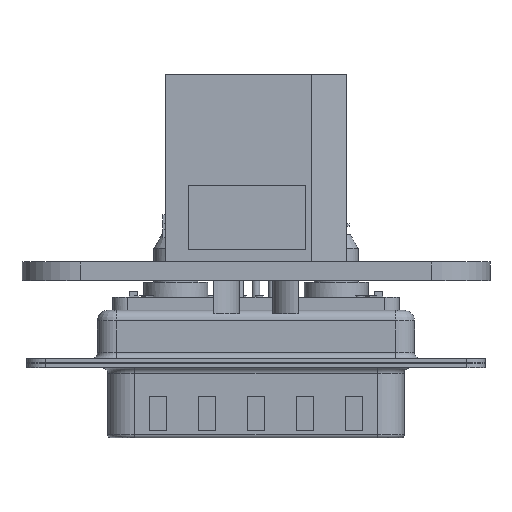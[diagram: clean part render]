
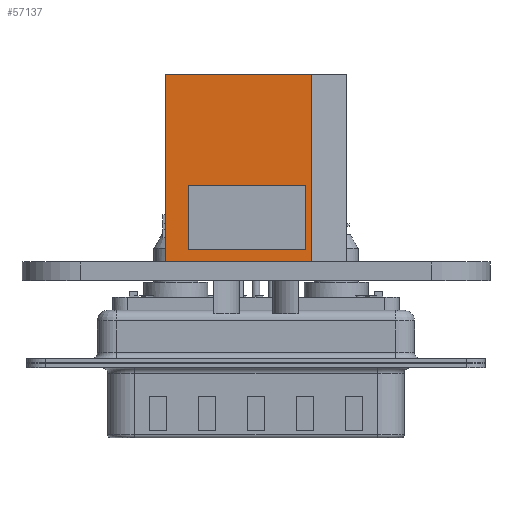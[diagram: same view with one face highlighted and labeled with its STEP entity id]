
A CAD part, left-side view. The second image highlights one B-rep face of the part: STEP entity #57137.
In plain terms, the highlighted face is planar.
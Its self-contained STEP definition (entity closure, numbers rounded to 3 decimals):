
#53868 = VERTEX_POINT('',#53869);
#53869 = CARTESIAN_POINT('',(9.35,4.05,1.));
#53878 = PLANE('',#53879);
#53879 = AXIS2_PLACEMENT_3D('',#53880,#53881,#53882);
#53880 = CARTESIAN_POINT('',(-0.65,4.05,1.));
#53881 = DIRECTION('',(0.,0.,-1.));
#53882 = DIRECTION('',(1.,0.,0.));
#53890 = PLANE('',#53891);
#53891 = AXIS2_PLACEMENT_3D('',#53892,#53893,#53894);
#53892 = CARTESIAN_POINT('',(9.35,4.05,1.));
#53893 = DIRECTION('',(1.,0.,0.));
#53894 = DIRECTION('',(0.,0.,1.));
#53931 = VERTEX_POINT('',#53932);
#53932 = CARTESIAN_POINT('',(-0.65,4.05,1.));
#53946 = PLANE('',#53947);
#53947 = AXIS2_PLACEMENT_3D('',#53948,#53949,#53950);
#53948 = CARTESIAN_POINT('',(-0.65,4.05,6.5));
#53949 = DIRECTION('',(-1.,0.,0.));
#53950 = DIRECTION('',(0.,0.,-1.));
#53958 = EDGE_CURVE('',#53931,#53868,#53959,.T.);
#53959 = SURFACE_CURVE('',#53960,(#53964,#53971),.PCURVE_S1.);
#53960 = LINE('',#53961,#53962);
#53961 = CARTESIAN_POINT('',(5.35,4.05,1.));
#53962 = VECTOR('',#53963,1.);
#53963 = DIRECTION('',(1.,0.,0.));
#53964 = PCURVE('',#53878,#53965);
#53965 = DEFINITIONAL_REPRESENTATION('',(#53966),#53970);
#53966 = LINE('',#53967,#53968);
#53967 = CARTESIAN_POINT('',(6.,0.));
#53968 = VECTOR('',#53969,1.);
#53969 = DIRECTION('',(1.,0.));
#53970 = ( GEOMETRIC_REPRESENTATION_CONTEXT(2) 
PARAMETRIC_REPRESENTATION_CONTEXT() REPRESENTATION_CONTEXT('2D SPACE',''
  ) );
#53971 = PCURVE('',#53972,#53977);
#53972 = PLANE('',#53973);
#53973 = AXIS2_PLACEMENT_3D('',#53974,#53975,#53976);
#53974 = CARTESIAN_POINT('',(11.35,4.05,0.));
#53975 = DIRECTION('',(0.,1.,0.));
#53976 = DIRECTION('',(-1.,0.,0.));
#53977 = DEFINITIONAL_REPRESENTATION('',(#53978),#53982);
#53978 = LINE('',#53979,#53980);
#53979 = CARTESIAN_POINT('',(6.,1.));
#53980 = VECTOR('',#53981,1.);
#53981 = DIRECTION('',(-1.,0.));
#53982 = ( GEOMETRIC_REPRESENTATION_CONTEXT(2) 
PARAMETRIC_REPRESENTATION_CONTEXT() REPRESENTATION_CONTEXT('2D SPACE',''
  ) );
#54012 = VERTEX_POINT('',#54013);
#54013 = CARTESIAN_POINT('',(-0.65,4.05,6.5));
#54027 = PLANE('',#54028);
#54028 = AXIS2_PLACEMENT_3D('',#54029,#54030,#54031);
#54029 = CARTESIAN_POINT('',(9.35,4.05,6.5));
#54030 = DIRECTION('',(0.,0.,1.));
#54031 = DIRECTION('',(-1.,0.,0.));
#54039 = EDGE_CURVE('',#54012,#53931,#54040,.T.);
#54040 = SURFACE_CURVE('',#54041,(#54045,#54052),.PCURVE_S1.);
#54041 = LINE('',#54042,#54043);
#54042 = CARTESIAN_POINT('',(-0.65,4.05,3.25));
#54043 = VECTOR('',#54044,1.);
#54044 = DIRECTION('',(0.,0.,-1.));
#54045 = PCURVE('',#53946,#54046);
#54046 = DEFINITIONAL_REPRESENTATION('',(#54047),#54051);
#54047 = LINE('',#54048,#54049);
#54048 = CARTESIAN_POINT('',(3.25,0.));
#54049 = VECTOR('',#54050,1.);
#54050 = DIRECTION('',(1.,0.));
#54051 = ( GEOMETRIC_REPRESENTATION_CONTEXT(2) 
PARAMETRIC_REPRESENTATION_CONTEXT() REPRESENTATION_CONTEXT('2D SPACE',''
  ) );
#54052 = PCURVE('',#53972,#54053);
#54053 = DEFINITIONAL_REPRESENTATION('',(#54054),#54058);
#54054 = LINE('',#54055,#54056);
#54055 = CARTESIAN_POINT('',(12.,3.25));
#54056 = VECTOR('',#54057,1.);
#54057 = DIRECTION('',(0.,-1.));
#54058 = ( GEOMETRIC_REPRESENTATION_CONTEXT(2) 
PARAMETRIC_REPRESENTATION_CONTEXT() REPRESENTATION_CONTEXT('2D SPACE',''
  ) );
#54088 = VERTEX_POINT('',#54089);
#54089 = CARTESIAN_POINT('',(9.35,4.05,6.5));
#54110 = EDGE_CURVE('',#54088,#54012,#54111,.T.);
#54111 = SURFACE_CURVE('',#54112,(#54116,#54123),.PCURVE_S1.);
#54112 = LINE('',#54113,#54114);
#54113 = CARTESIAN_POINT('',(10.35,4.05,6.5));
#54114 = VECTOR('',#54115,1.);
#54115 = DIRECTION('',(-1.,0.,0.));
#54116 = PCURVE('',#54027,#54117);
#54117 = DEFINITIONAL_REPRESENTATION('',(#54118),#54122);
#54118 = LINE('',#54119,#54120);
#54119 = CARTESIAN_POINT('',(-1.,0.));
#54120 = VECTOR('',#54121,1.);
#54121 = DIRECTION('',(1.,0.));
#54122 = ( GEOMETRIC_REPRESENTATION_CONTEXT(2) 
PARAMETRIC_REPRESENTATION_CONTEXT() REPRESENTATION_CONTEXT('2D SPACE',''
  ) );
#54123 = PCURVE('',#53972,#54124);
#54124 = DEFINITIONAL_REPRESENTATION('',(#54125),#54129);
#54125 = LINE('',#54126,#54127);
#54126 = CARTESIAN_POINT('',(1.,6.5));
#54127 = VECTOR('',#54128,1.);
#54128 = DIRECTION('',(1.,0.));
#54129 = ( GEOMETRIC_REPRESENTATION_CONTEXT(2) 
PARAMETRIC_REPRESENTATION_CONTEXT() REPRESENTATION_CONTEXT('2D SPACE',''
  ) );
#54134 = EDGE_CURVE('',#53868,#54088,#54135,.T.);
#54135 = SURFACE_CURVE('',#54136,(#54140,#54147),.PCURVE_S1.);
#54136 = LINE('',#54137,#54138);
#54137 = CARTESIAN_POINT('',(9.35,4.05,0.5));
#54138 = VECTOR('',#54139,1.);
#54139 = DIRECTION('',(0.,0.,1.));
#54140 = PCURVE('',#53890,#54141);
#54141 = DEFINITIONAL_REPRESENTATION('',(#54142),#54146);
#54142 = LINE('',#54143,#54144);
#54143 = CARTESIAN_POINT('',(-0.5,0.));
#54144 = VECTOR('',#54145,1.);
#54145 = DIRECTION('',(1.,0.));
#54146 = ( GEOMETRIC_REPRESENTATION_CONTEXT(2) 
PARAMETRIC_REPRESENTATION_CONTEXT() REPRESENTATION_CONTEXT('2D SPACE',''
  ) );
#54147 = PCURVE('',#53972,#54148);
#54148 = DEFINITIONAL_REPRESENTATION('',(#54149),#54153);
#54149 = LINE('',#54150,#54151);
#54150 = CARTESIAN_POINT('',(2.,0.5));
#54151 = VECTOR('',#54152,1.);
#54152 = DIRECTION('',(0.,1.));
#54153 = ( GEOMETRIC_REPRESENTATION_CONTEXT(2) 
PARAMETRIC_REPRESENTATION_CONTEXT() REPRESENTATION_CONTEXT('2D SPACE',''
  ) );
#54532 = PLANE('',#54533);
#54533 = AXIS2_PLACEMENT_3D('',#54534,#54535,#54536);
#54534 = CARTESIAN_POINT('',(11.35,-4.05,0.));
#54535 = DIRECTION('',(1.,0.,0.));
#54536 = DIRECTION('',(0.,1.,0.));
#55558 = PLANE('',#55559);
#55559 = AXIS2_PLACEMENT_3D('',#55560,#55561,#55562);
#55560 = CARTESIAN_POINT('',(3.6,0.,0.));
#55561 = DIRECTION('',(0.,0.,1.));
#55562 = DIRECTION('',(1.,0.,0.));
#56569 = PLANE('',#56570);
#56570 = AXIS2_PLACEMENT_3D('',#56571,#56572,#56573);
#56571 = CARTESIAN_POINT('',(3.6,0.,16.));
#56572 = DIRECTION('',(0.,0.,1.));
#56573 = DIRECTION('',(1.,0.,0.));
#57049 = PLANE('',#57050);
#57050 = AXIS2_PLACEMENT_3D('',#57051,#57052,#57053);
#57051 = CARTESIAN_POINT('',(-1.15,4.05,0.));
#57052 = DIRECTION('',(-0.64,0.768,0.));
#57053 = DIRECTION('',(-0.768,-0.64,0.));
#57071 = VERTEX_POINT('',#57072);
#57072 = CARTESIAN_POINT('',(-1.15,4.05,0.));
#57095 = VERTEX_POINT('',#57096);
#57096 = CARTESIAN_POINT('',(-1.15,4.05,16.));
#57117 = EDGE_CURVE('',#57071,#57095,#57118,.T.);
#57118 = SURFACE_CURVE('',#57119,(#57123,#57130),.PCURVE_S1.);
#57119 = LINE('',#57120,#57121);
#57120 = CARTESIAN_POINT('',(-1.15,4.05,0.));
#57121 = VECTOR('',#57122,1.);
#57122 = DIRECTION('',(0.,0.,1.));
#57123 = PCURVE('',#57049,#57124);
#57124 = DEFINITIONAL_REPRESENTATION('',(#57125),#57129);
#57125 = LINE('',#57126,#57127);
#57126 = CARTESIAN_POINT('',(0.,0.));
#57127 = VECTOR('',#57128,1.);
#57128 = DIRECTION('',(0.,1.));
#57129 = ( GEOMETRIC_REPRESENTATION_CONTEXT(2) 
PARAMETRIC_REPRESENTATION_CONTEXT() REPRESENTATION_CONTEXT('2D SPACE',''
  ) );
#57130 = PCURVE('',#53972,#57131);
#57131 = DEFINITIONAL_REPRESENTATION('',(#57132),#57136);
#57132 = LINE('',#57133,#57134);
#57133 = CARTESIAN_POINT('',(12.5,0.));
#57134 = VECTOR('',#57135,1.);
#57135 = DIRECTION('',(0.,1.));
#57136 = ( GEOMETRIC_REPRESENTATION_CONTEXT(2) 
PARAMETRIC_REPRESENTATION_CONTEXT() REPRESENTATION_CONTEXT('2D SPACE',''
  ) );
#57137 = ADVANCED_FACE('',(#57138,#57208),#53972,.T.);
#57138 = FACE_BOUND('',#57139,.T.);
#57139 = EDGE_LOOP('',(#57140,#57163,#57164,#57187));
#57140 = ORIENTED_EDGE('',*,*,#57141,.T.);
#57141 = EDGE_CURVE('',#57142,#57071,#57144,.T.);
#57142 = VERTEX_POINT('',#57143);
#57143 = CARTESIAN_POINT('',(11.35,4.05,0.));
#57144 = SURFACE_CURVE('',#57145,(#57149,#57156),.PCURVE_S1.);
#57145 = LINE('',#57146,#57147);
#57146 = CARTESIAN_POINT('',(11.35,4.05,0.));
#57147 = VECTOR('',#57148,1.);
#57148 = DIRECTION('',(-1.,0.,0.));
#57149 = PCURVE('',#53972,#57150);
#57150 = DEFINITIONAL_REPRESENTATION('',(#57151),#57155);
#57151 = LINE('',#57152,#57153);
#57152 = CARTESIAN_POINT('',(0.,0.));
#57153 = VECTOR('',#57154,1.);
#57154 = DIRECTION('',(1.,0.));
#57155 = ( GEOMETRIC_REPRESENTATION_CONTEXT(2) 
PARAMETRIC_REPRESENTATION_CONTEXT() REPRESENTATION_CONTEXT('2D SPACE',''
  ) );
#57156 = PCURVE('',#55558,#57157);
#57157 = DEFINITIONAL_REPRESENTATION('',(#57158),#57162);
#57158 = LINE('',#57159,#57160);
#57159 = CARTESIAN_POINT('',(7.75,4.05));
#57160 = VECTOR('',#57161,1.);
#57161 = DIRECTION('',(-1.,0.));
#57162 = ( GEOMETRIC_REPRESENTATION_CONTEXT(2) 
PARAMETRIC_REPRESENTATION_CONTEXT() REPRESENTATION_CONTEXT('2D SPACE',''
  ) );
#57163 = ORIENTED_EDGE('',*,*,#57117,.T.);
#57164 = ORIENTED_EDGE('',*,*,#57165,.F.);
#57165 = EDGE_CURVE('',#57166,#57095,#57168,.T.);
#57166 = VERTEX_POINT('',#57167);
#57167 = CARTESIAN_POINT('',(11.35,4.05,16.));
#57168 = SURFACE_CURVE('',#57169,(#57173,#57180),.PCURVE_S1.);
#57169 = LINE('',#57170,#57171);
#57170 = CARTESIAN_POINT('',(11.35,4.05,16.));
#57171 = VECTOR('',#57172,1.);
#57172 = DIRECTION('',(-1.,0.,0.));
#57173 = PCURVE('',#53972,#57174);
#57174 = DEFINITIONAL_REPRESENTATION('',(#57175),#57179);
#57175 = LINE('',#57176,#57177);
#57176 = CARTESIAN_POINT('',(0.,16.));
#57177 = VECTOR('',#57178,1.);
#57178 = DIRECTION('',(1.,0.));
#57179 = ( GEOMETRIC_REPRESENTATION_CONTEXT(2) 
PARAMETRIC_REPRESENTATION_CONTEXT() REPRESENTATION_CONTEXT('2D SPACE',''
  ) );
#57180 = PCURVE('',#56569,#57181);
#57181 = DEFINITIONAL_REPRESENTATION('',(#57182),#57186);
#57182 = LINE('',#57183,#57184);
#57183 = CARTESIAN_POINT('',(7.75,4.05));
#57184 = VECTOR('',#57185,1.);
#57185 = DIRECTION('',(-1.,0.));
#57186 = ( GEOMETRIC_REPRESENTATION_CONTEXT(2) 
PARAMETRIC_REPRESENTATION_CONTEXT() REPRESENTATION_CONTEXT('2D SPACE',''
  ) );
#57187 = ORIENTED_EDGE('',*,*,#57188,.F.);
#57188 = EDGE_CURVE('',#57142,#57166,#57189,.T.);
#57189 = SURFACE_CURVE('',#57190,(#57194,#57201),.PCURVE_S1.);
#57190 = LINE('',#57191,#57192);
#57191 = CARTESIAN_POINT('',(11.35,4.05,0.));
#57192 = VECTOR('',#57193,1.);
#57193 = DIRECTION('',(0.,0.,1.));
#57194 = PCURVE('',#53972,#57195);
#57195 = DEFINITIONAL_REPRESENTATION('',(#57196),#57200);
#57196 = LINE('',#57197,#57198);
#57197 = CARTESIAN_POINT('',(0.,0.));
#57198 = VECTOR('',#57199,1.);
#57199 = DIRECTION('',(0.,1.));
#57200 = ( GEOMETRIC_REPRESENTATION_CONTEXT(2) 
PARAMETRIC_REPRESENTATION_CONTEXT() REPRESENTATION_CONTEXT('2D SPACE',''
  ) );
#57201 = PCURVE('',#54532,#57202);
#57202 = DEFINITIONAL_REPRESENTATION('',(#57203),#57207);
#57203 = LINE('',#57204,#57205);
#57204 = CARTESIAN_POINT('',(8.1,0.));
#57205 = VECTOR('',#57206,1.);
#57206 = DIRECTION('',(0.,1.));
#57207 = ( GEOMETRIC_REPRESENTATION_CONTEXT(2) 
PARAMETRIC_REPRESENTATION_CONTEXT() REPRESENTATION_CONTEXT('2D SPACE',''
  ) );
#57208 = FACE_BOUND('',#57209,.T.);
#57209 = EDGE_LOOP('',(#57210,#57211,#57212,#57213));
#57210 = ORIENTED_EDGE('',*,*,#53958,.T.);
#57211 = ORIENTED_EDGE('',*,*,#54134,.T.);
#57212 = ORIENTED_EDGE('',*,*,#54110,.T.);
#57213 = ORIENTED_EDGE('',*,*,#54039,.T.);
